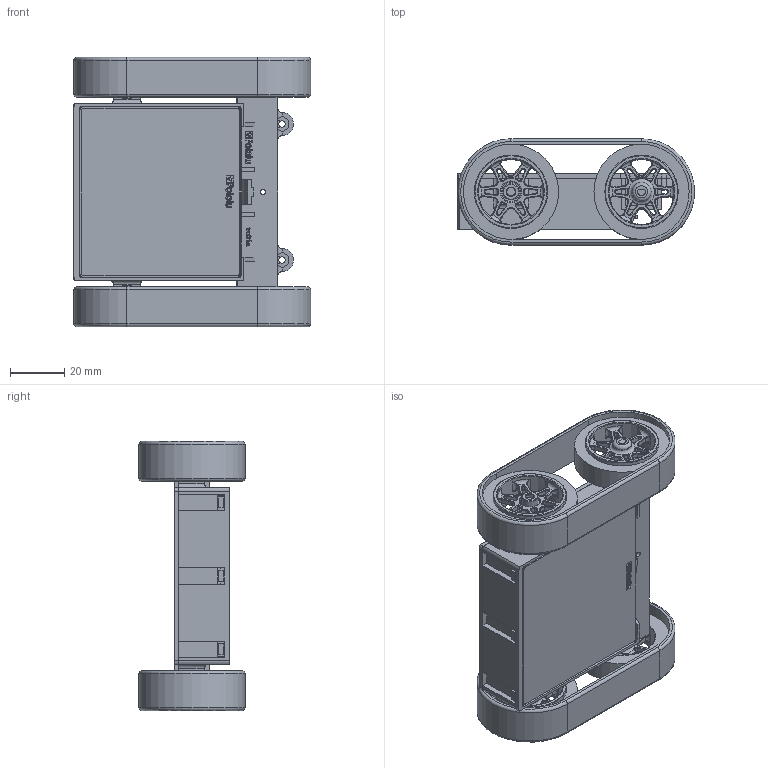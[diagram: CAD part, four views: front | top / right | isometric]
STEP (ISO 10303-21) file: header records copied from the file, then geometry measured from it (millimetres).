
FILE_DESCRIPTION (( 'STEP AP214' ), '1' );
FILE_NAME ('zumo-chassis-kit.step', '2017-07-19T18:40:55', ( '' ), ( '' ), 'SwSTEP 2.0', 'SolidWorks 2016', '' );
FILE_SCHEMA (( 'AUTOMOTIVE_DESIGN' ));
Length unit declared in the file: millimetre
Products named in the file (4): chassis; battery-cover; zumo-chassis-kit; mounting-plate
Assembly tree (3 placements, depth 2):
  zumo-chassis-kit
    chassis
    battery-cover
    mounting-plate
Bounding box: 87.2 x 39 x 99 mm (x, y, z)
Volume: 71728.9 mm3; surface area: 69484.2 mm2
Topology: 5 solids, 23 shells, 4170 faces, 10970 edges, 6956 vertices
Faces by surface type: plane 1831, cylinder 971, bspline 918, torus 424, cone 26
Full cylindrical faces by diameter (mm): 0.78 x2, 0.8 x4, 0.9 x2, 1 x8, 1.1 x4, 1.4 x8, 1.45 x4, 1.6 x10, 1.854 x1, 2 x6, 2.3 x2, 2.4 x60, 3 x6, 3.5 x4, 4 x6, 4.05 x2, 5 x2, 6 x2, 7 x6, 7.5 x2, 7.938 x2, 24 x4, 27 x6
Entity records: 197237 total; most frequent: CARTESIAN_POINT 60093, ORIENTED_EDGE 21154, DIRECTION 17453, EDGE_CURVE 10577, VERTEX_POINT 6870, VECTOR 5885, LINE 5885, AXIS2_PLACEMENT_3D 5784
